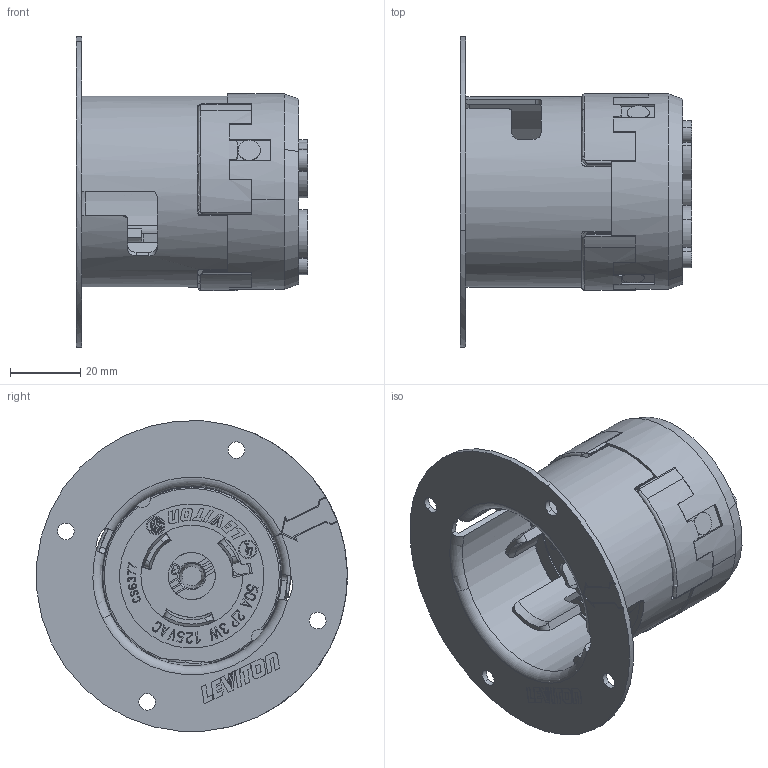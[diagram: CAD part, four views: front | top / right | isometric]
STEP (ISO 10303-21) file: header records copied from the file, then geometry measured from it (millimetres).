
FILE_DESCRIPTION (( 'STEP AP214' ), '1' );
FILE_NAME ('CATSTD-0CS63-077-M01.STEP', '2022-07-21T15:41:01', ( '' ), ( '' ), 'SwSTEP 2.0', 'SolidWorks 2020', '' );
FILE_SCHEMA (( 'AUTOMOTIVE_DESIGN' ));
Length unit declared in the file: inch
Products named in the file (1): CATSTD-0CS63-077-M01
Bounding box: 66 x 88.75 x 88.63 mm (x, y, z)
Volume: 95315.2 mm3; surface area: 34445.3 mm2
Topology: 1 solids, 1 shells, 935 faces, 2601 edges, 1721 vertices
Faces by surface type: plane 617, cylinder 292, cone 14, torus 12
Full cylindrical faces by diameter (mm): 54.585 x1
Entity records: 43072 total; most frequent: CARTESIAN_POINT 6833, ORIENTED_EDGE 5198, DIRECTION 4990, EDGE_CURVE 2599, VECTOR 1772, LINE 1772, VERTEX_POINT 1720, AXIS2_PLACEMENT_3D 1609
